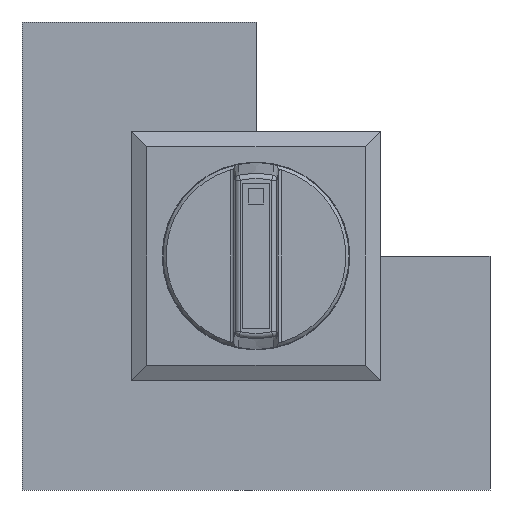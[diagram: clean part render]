
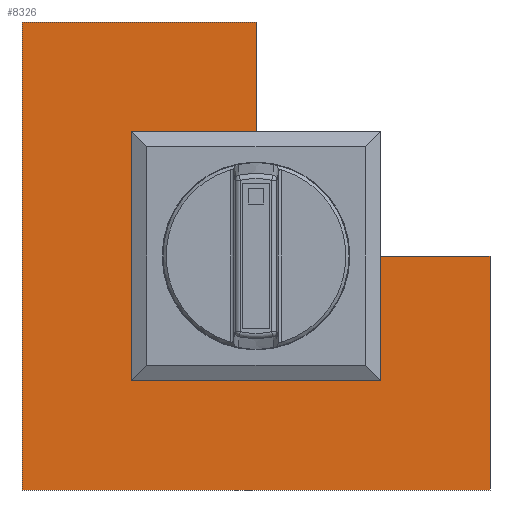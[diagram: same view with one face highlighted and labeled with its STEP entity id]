
A CAD part, front view. The second image highlights one B-rep face of the part: STEP entity #8326.
In plain terms, the highlighted planar face has unit normal (0, -1, 0).
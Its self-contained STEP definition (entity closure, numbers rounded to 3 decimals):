
#496=PLANE('',#9105);
#2136=ORIENTED_EDGE('',*,*,#3846,.F.);
#2137=ORIENTED_EDGE('',*,*,#3874,.F.);
#2138=ORIENTED_EDGE('',*,*,#3871,.F.);
#2139=ORIENTED_EDGE('',*,*,#3868,.F.);
#2140=ORIENTED_EDGE('',*,*,#3865,.F.);
#2141=ORIENTED_EDGE('',*,*,#3862,.F.);
#2142=ORIENTED_EDGE('',*,*,#3859,.F.);
#2143=ORIENTED_EDGE('',*,*,#3856,.F.);
#2144=ORIENTED_EDGE('',*,*,#3853,.F.);
#2145=ORIENTED_EDGE('',*,*,#3850,.F.);
#3846=EDGE_CURVE('',#4819,#4820,#5651,.T.);
#3850=EDGE_CURVE('',#4820,#4823,#5655,.T.);
#3853=EDGE_CURVE('',#4823,#4825,#5658,.T.);
#3856=EDGE_CURVE('',#4825,#4827,#5661,.T.);
#3859=EDGE_CURVE('',#4827,#4829,#5664,.T.);
#3862=EDGE_CURVE('',#4829,#4831,#5667,.T.);
#3865=EDGE_CURVE('',#4831,#4833,#5670,.T.);
#3868=EDGE_CURVE('',#4833,#4835,#5673,.T.);
#3871=EDGE_CURVE('',#4835,#4837,#5676,.T.);
#3874=EDGE_CURVE('',#4837,#4819,#5679,.T.);
#4819=VERTEX_POINT('',#13463);
#4820=VERTEX_POINT('',#13464);
#4823=VERTEX_POINT('',#13472);
#4825=VERTEX_POINT('',#13478);
#4827=VERTEX_POINT('',#13484);
#4829=VERTEX_POINT('',#13490);
#4831=VERTEX_POINT('',#13496);
#4833=VERTEX_POINT('',#13502);
#4835=VERTEX_POINT('',#13508);
#4837=VERTEX_POINT('',#13514);
#5651=LINE('',#13462,#6487);
#5655=LINE('',#13471,#6491);
#5658=LINE('',#13477,#6494);
#5661=LINE('',#13483,#6497);
#5664=LINE('',#13489,#6500);
#5667=LINE('',#13495,#6503);
#5670=LINE('',#13501,#6506);
#5673=LINE('',#13507,#6509);
#5676=LINE('',#13513,#6512);
#5679=LINE('',#13519,#6515);
#6487=VECTOR('',#10682,1000.);
#6491=VECTOR('',#10688,1000.);
#6494=VECTOR('',#10693,1000.);
#6497=VECTOR('',#10698,1000.);
#6500=VECTOR('',#10703,1000.);
#6503=VECTOR('',#10708,1000.);
#6506=VECTOR('',#10713,1000.);
#6509=VECTOR('',#10718,1000.);
#6512=VECTOR('',#10723,1000.);
#6515=VECTOR('',#10728,1000.);
#7203=EDGE_LOOP('',(#2136,#2137,#2138,#2139,#2140,#2141,#2142,#2143,#2144,
#2145));
#7754=FACE_BOUND('',#7203,.T.);
#8326=ADVANCED_FACE('',(#7754),#496,.T.);
#9105=AXIS2_PLACEMENT_3D('',#13522,#10732,#10733);
#10682=DIRECTION('',(0.,0.,-1.));
#10688=DIRECTION('',(1.,0.,0.));
#10693=DIRECTION('',(0.,0.,1.));
#10698=DIRECTION('',(1.,0.,0.));
#10703=DIRECTION('',(0.,0.,-1.));
#10708=DIRECTION('',(-1.,0.,0.));
#10713=DIRECTION('',(0.,0.,1.));
#10718=DIRECTION('',(1.,0.,0.));
#10723=DIRECTION('',(0.,0.,-1.));
#10728=DIRECTION('',(-1.,0.,0.));
#10732=DIRECTION('',(0.,-1.,0.));
#10733=DIRECTION('',(0.,0.,-1.));
#13462=CARTESIAN_POINT('',(-10.5,0.,10.5));
#13463=CARTESIAN_POINT('',(-10.5,0.,10.5));
#13464=CARTESIAN_POINT('',(-10.5,0.,-10.5));
#13471=CARTESIAN_POINT('',(-10.5,0.,-10.5));
#13472=CARTESIAN_POINT('',(10.5,0.,-10.5));
#13477=CARTESIAN_POINT('',(10.5,0.,-10.5));
#13478=CARTESIAN_POINT('',(10.5,0.,0.));
#13483=CARTESIAN_POINT('',(22.5,0.,0.));
#13484=CARTESIAN_POINT('',(22.5,0.,0.));
#13489=CARTESIAN_POINT('',(22.5,0.,-22.5));
#13490=CARTESIAN_POINT('',(22.5,0.,-22.5));
#13495=CARTESIAN_POINT('',(-22.5,0.,-22.5));
#13496=CARTESIAN_POINT('',(-22.5,0.,-22.5));
#13501=CARTESIAN_POINT('',(-22.5,0.,22.5));
#13502=CARTESIAN_POINT('',(-22.5,0.,22.5));
#13507=CARTESIAN_POINT('',(0.,0.,22.5));
#13508=CARTESIAN_POINT('',(0.,0.,22.5));
#13513=CARTESIAN_POINT('',(0.,0.,10.5));
#13514=CARTESIAN_POINT('',(0.,0.,10.5));
#13519=CARTESIAN_POINT('',(0.,0.,10.5));
#13522=CARTESIAN_POINT('',(-10.5,0.,-10.5));
